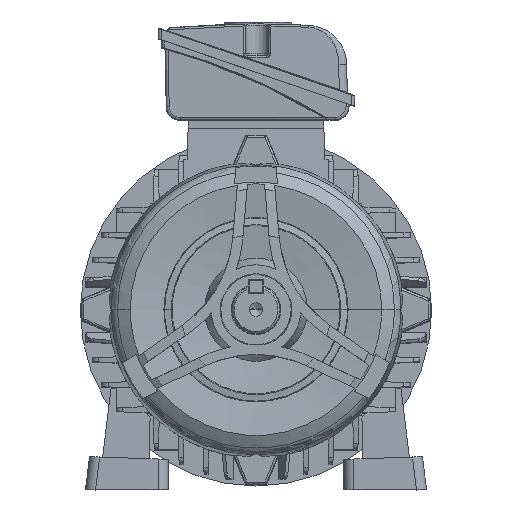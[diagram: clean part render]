
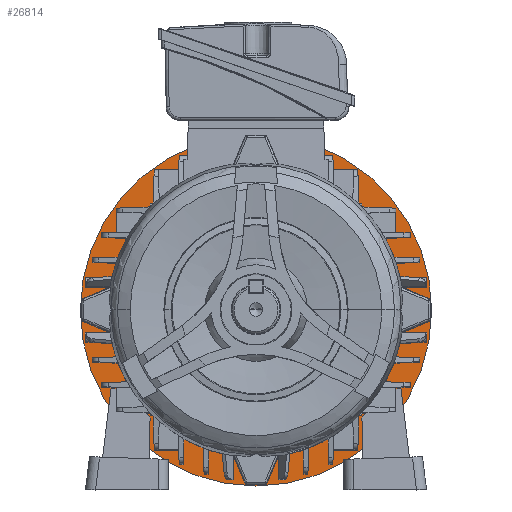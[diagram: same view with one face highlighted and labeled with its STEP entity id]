
A CAD part, top view. The second image highlights one B-rep face of the part: STEP entity #26814.
In plain terms, the highlighted face is planar.
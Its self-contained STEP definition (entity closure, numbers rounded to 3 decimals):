
#2874 = VERTEX_POINT ( 'NONE', #14776 ) ;
#8895 = DIRECTION ( 'NONE',  ( -1., 0., 0. ) ) ;
#11057 = CIRCLE ( 'NONE', #52315, 88. ) ;
#14776 = CARTESIAN_POINT ( 'NONE',  ( -88., 0., 0. ) ) ;
#15035 = CIRCLE ( 'NONE', #15915, 88. ) ;
#15308 = CARTESIAN_POINT ( 'NONE',  ( 88., 0., 0. ) ) ;
#15915 = AXIS2_PLACEMENT_3D ( 'NONE', #46033, #33096, #28917 ) ;
#19611 = VERTEX_POINT ( 'NONE', #15308 ) ;
#21223 = CARTESIAN_POINT ( 'NONE',  ( 0., 0., 0. ) ) ;
#23486 = FACE_OUTER_BOUND ( 'NONE', #50155, .T. ) ;
#23960 = AXIS2_PLACEMENT_3D ( 'NONE', #27718, #34823, #31383 ) ;
#26814 = ADVANCED_FACE ( 'NONE', ( #23486 ), #32470, .T. ) ;
#27718 = CARTESIAN_POINT ( 'NONE',  ( 0., 0., 0. ) ) ;
#28917 = DIRECTION ( 'NONE',  ( -1., 0., 0. ) ) ;
#31383 = DIRECTION ( 'NONE',  ( -1., 0., 0. ) ) ;
#32470 = PLANE ( 'NONE',  #23960 ) ;
#33096 = DIRECTION ( 'NONE',  ( 0., 0., -1. ) ) ;
#34823 = DIRECTION ( 'NONE',  ( 0., 0., -1. ) ) ;
#37010 = EDGE_CURVE ( 'NONE', #19611, #2874, #11057, .T. ) ;
#38382 = DIRECTION ( 'NONE',  ( 0., 0., -1. ) ) ;
#38958 = ORIENTED_EDGE ( 'NONE', *, *, #37010, .T. ) ;
#46033 = CARTESIAN_POINT ( 'NONE',  ( 0., 0., 0. ) ) ;
#46972 = ORIENTED_EDGE ( 'NONE', *, *, #52305, .T. ) ;
#50155 = EDGE_LOOP ( 'NONE', ( #46972, #38958 ) ) ;
#52305 = EDGE_CURVE ( 'NONE', #2874, #19611, #15035, .T. ) ;
#52315 = AXIS2_PLACEMENT_3D ( 'NONE', #21223, #38382, #8895 ) ;
